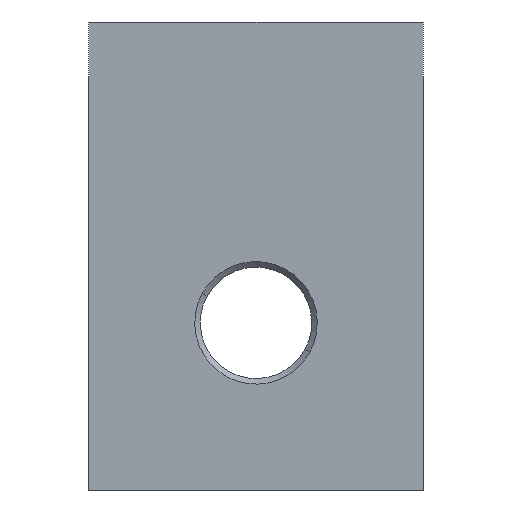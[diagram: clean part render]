
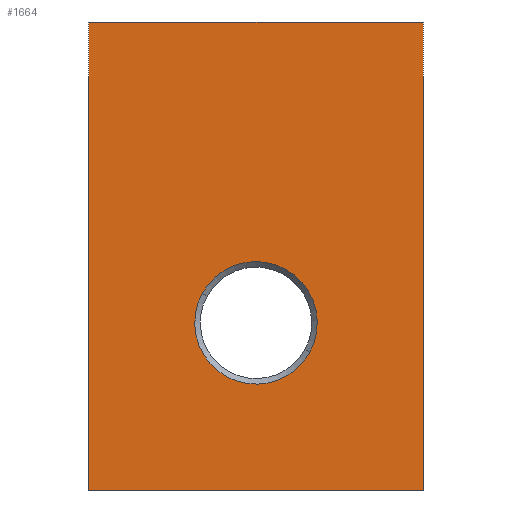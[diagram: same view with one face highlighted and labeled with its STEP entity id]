
A CAD part, left-side view. The second image highlights one B-rep face of the part: STEP entity #1664.
In plain terms, the highlighted planar face has unit normal (-1, 0, 0).
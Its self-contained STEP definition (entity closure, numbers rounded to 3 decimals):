
#137=CARTESIAN_POINT('Vertex',(-44.,-15.,0.)) ;
#140=CARTESIAN_POINT('Line Origine',(-44.,0.,0.)) ;
#144=CARTESIAN_POINT('Vertex',(-44.,15.,0.)) ;
#233=CARTESIAN_POINT('Vertex',(-44.,-4.827,12.363)) ;
#249=CARTESIAN_POINT('Vertex',(-44.,4.827,17.637)) ;
#252=CARTESIAN_POINT('Axis2P3D Location',(-44.,0.,15.)) ;
#274=CARTESIAN_POINT('Axis2P3D Location',(-44.,0.,15.)) ;
#1480=CARTESIAN_POINT('Line Origine',(-44.,15.,21.)) ;
#1484=CARTESIAN_POINT('Vertex',(-44.,15.,42.)) ;
#1520=CARTESIAN_POINT('Line Origine',(-44.,0.,42.)) ;
#1524=CARTESIAN_POINT('Vertex',(-44.,-15.,42.)) ;
#1628=CARTESIAN_POINT('Line Origine',(-44.,-15.,21.)) ;
#1649=CARTESIAN_POINT('Axis2P3D Location',(-44.,0.,42.)) ;
#141=DIRECTION('Vector Direction',(0.,1.,0.)) ;
#253=DIRECTION('Axis2P3D Direction',(1.,0.,0.)) ;
#275=DIRECTION('Axis2P3D Direction',(1.,0.,0.)) ;
#1481=DIRECTION('Vector Direction',(0.,0.,-1.)) ;
#1521=DIRECTION('Vector Direction',(0.,1.,0.)) ;
#1629=DIRECTION('Vector Direction',(0.,0.,-1.)) ;
#1650=DIRECTION('Axis2P3D Direction',(1.,0.,0.)) ;
#1651=DIRECTION('Axis2P3D XDirection',(0.,0.,-1.)) ;
#254=AXIS2_PLACEMENT_3D('Circle Axis2P3D',#252,#253,$) ;
#276=AXIS2_PLACEMENT_3D('Circle Axis2P3D',#274,#275,$) ;
#1652=AXIS2_PLACEMENT_3D('Plane Axis2P3D',#1649,#1650,#1651) ;
#1655=ORIENTED_EDGE('',*,*,#146,.F.) ;
#1656=ORIENTED_EDGE('',*,*,#1632,.T.) ;
#1657=ORIENTED_EDGE('',*,*,#1526,.T.) ;
#1658=ORIENTED_EDGE('',*,*,#1486,.F.) ;
#1661=ORIENTED_EDGE('',*,*,#278,.T.) ;
#1662=ORIENTED_EDGE('',*,*,#256,.T.) ;
#1663=FACE_BOUND('',#1660,.T.) ;
#142=VECTOR('Line Direction',#141,1.) ;
#1482=VECTOR('Line Direction',#1481,1.) ;
#1522=VECTOR('Line Direction',#1521,1.) ;
#1630=VECTOR('Line Direction',#1629,1.) ;
#1664=ADVANCED_FACE('',(#1659,#1663),#1653,.F.) ;
#255=CIRCLE('generated circle',#254,5.5) ;
#277=CIRCLE('generated circle',#276,5.5) ;
#146=EDGE_CURVE('',#138,#145,#143,.T.) ;
#256=EDGE_CURVE('',#234,#250,#255,.T.) ;
#278=EDGE_CURVE('',#250,#234,#277,.T.) ;
#1486=EDGE_CURVE('',#145,#1485,#1483,.F.) ;
#1526=EDGE_CURVE('',#1525,#1485,#1523,.T.) ;
#1632=EDGE_CURVE('',#138,#1525,#1631,.F.) ;
#1654=EDGE_LOOP('',(#1655,#1656,#1657,#1658)) ;
#1660=EDGE_LOOP('',(#1661,#1662)) ;
#1659=FACE_OUTER_BOUND('',#1654,.T.) ;
#143=LINE('Line',#140,#142) ;
#1483=LINE('Line',#1480,#1482) ;
#1523=LINE('Line',#1520,#1522) ;
#1631=LINE('Line',#1628,#1630) ;
#1653=PLANE('Plane',#1652) ;
#138=VERTEX_POINT('',#137) ;
#145=VERTEX_POINT('',#144) ;
#234=VERTEX_POINT('',#233) ;
#250=VERTEX_POINT('',#249) ;
#1485=VERTEX_POINT('',#1484) ;
#1525=VERTEX_POINT('',#1524) ;
